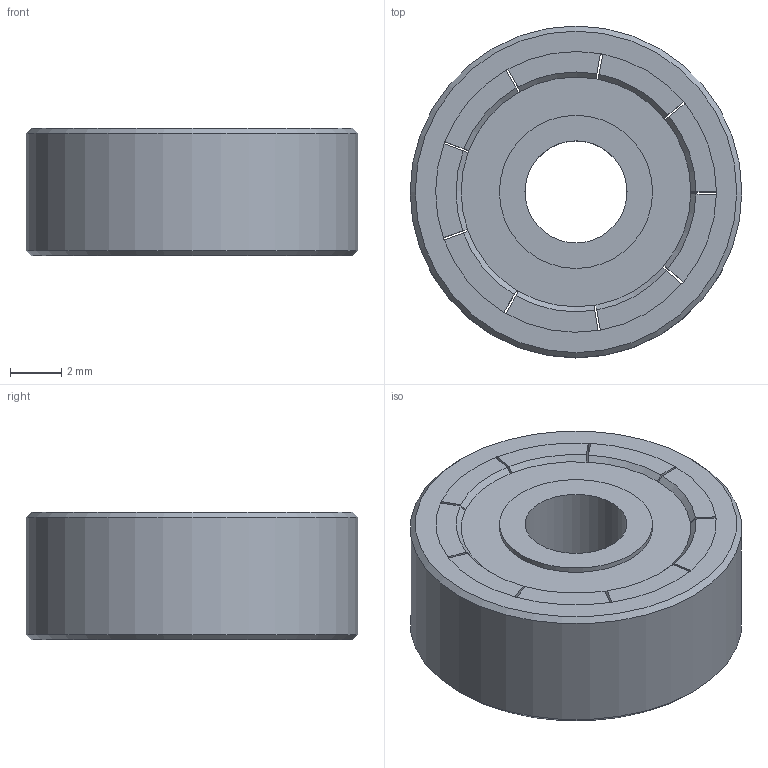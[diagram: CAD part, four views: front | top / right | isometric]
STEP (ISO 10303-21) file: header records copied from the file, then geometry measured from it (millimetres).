
FILE_DESCRIPTION(('FreeCAD Model'),'2;1');
FILE_NAME('bearing-624zz.stp','2014-10-09T13:12:57',('FreeCAD'),('FreeCAD'), 'Open CASCADE STEP processor 6.7','FreeCAD','Unknown');
FILE_SCHEMA(('AUTOMOTIVE_DESIGN_CC2 { 1 2 10303 214 -1 1 5 4 }'));
Length unit declared in the file: millimetre
Products named in the file (1): 624zz
Bounding box: 13 x 13 x 5 mm (x, y, z)
Volume: 580 mm3; surface area: 605.2 mm2
Topology: 1 solids, 1 shells, 84 faces, 214 edges, 118 vertices
Faces by surface type: plane 42, cylinder 22, cone 20
Full cylindrical faces by diameter (mm): 4 x1, 6 x2, 13 x1
Entity records: 5832 total; most frequent: CARTESIAN_POINT 922, DIRECTION 835, ORIENTED_EDGE 428, PCURVE 428, DEFINITIONAL_REPRESENTATION 428, LINE 349, VECTOR 349, CIRCLE 216
